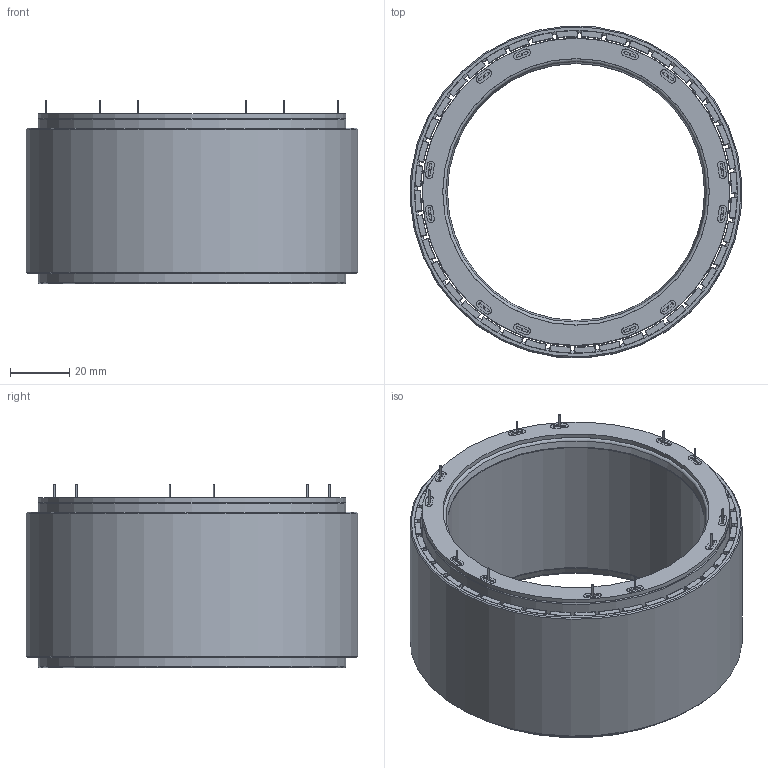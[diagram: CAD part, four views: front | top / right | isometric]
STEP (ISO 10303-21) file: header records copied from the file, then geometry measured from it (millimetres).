
FILE_DESCRIPTION(/* description */ (''),/* implementation_level */ '2;1');
FILE_NAME(/* name */ 'ATD 112x56.stp',/* time_stamp */ '2023-01-12T14:35:16+05:00',/* author */ ('DolgushevVS'),/* organization */ (''),/* preprocessor_version */ 'ST-DEVELOPER v18.1',/* originating_system */ 'Autodesk Inventor 2021',/* authorisation */ '');
FILE_SCHEMA (('AUTOMOTIVE_DESIGN { 1 0 10303 214 3 1 1 }'));
Length unit declared in the file: millimetre
Products named in the file (1): ATD 112x56 упрощенно
Bounding box: 112.22 x 112.22 x 62 mm (x, y, z)
Volume: 205398.6 mm3; surface area: 87929 mm2
Topology: 2 solids, 2 shells, 1470 faces, 3005 edges, 1630 vertices
Faces by surface type: cylinder 601, sphere 320, plane 299, torus 166, cone 84
Full cylindrical faces by diameter (mm): 0.569 x12, 87 x1, 90.2 x1, 104 x1, 104.2 x1, 112.4 x1
Entity records: 39538 total; most frequent: DIRECTION 7657, CARTESIAN_POINT 6426, ORIENTED_EDGE 6010, AXIS2_PLACEMENT_3D 3341, EDGE_CURVE 3005, CIRCLE 1870, VERTEX_POINT 1630, EDGE_LOOP 1565
